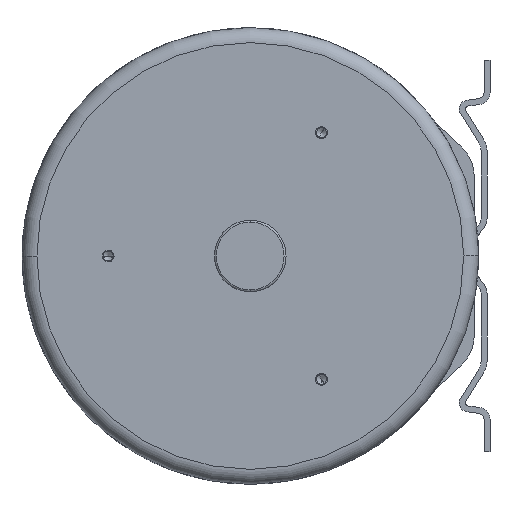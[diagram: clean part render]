
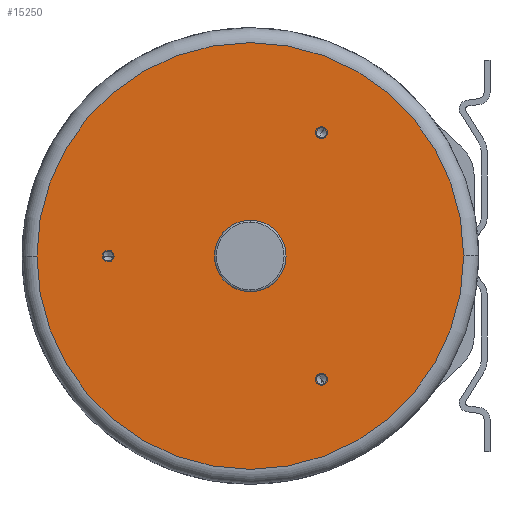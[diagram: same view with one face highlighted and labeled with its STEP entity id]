
A CAD part, left-side view. The second image highlights one B-rep face of the part: STEP entity #15250.
In plain terms, the highlighted planar face has unit normal (-1, 0, 0).
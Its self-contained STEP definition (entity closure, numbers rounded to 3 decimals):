
#315=CARTESIAN_POINT('',(-123.,0.,0.));
#316=DIRECTION('',(-1.,0.,0.));
#317=DIRECTION('',(0.,0.,1.));
#318=AXIS2_PLACEMENT_3D('',#315,#316,#317);
#320=CARTESIAN_POINT('',(-123.,0.,0.));
#321=DIRECTION('',(-1.,0.,0.));
#322=DIRECTION('',(0.,0.,-1.));
#323=AXIS2_PLACEMENT_3D('',#320,#321,#322);
#325=CARTESIAN_POINT('',(-123.,143.,0.));
#326=DIRECTION('',(-1.,0.,0.));
#327=DIRECTION('',(0.,1.,0.));
#328=AXIS2_PLACEMENT_3D('',#325,#326,#327);
#330=CARTESIAN_POINT('',(-123.,143.,0.));
#331=DIRECTION('',(-1.,0.,0.));
#332=DIRECTION('',(0.,-1.,0.));
#333=AXIS2_PLACEMENT_3D('',#330,#331,#332);
#335=CARTESIAN_POINT('',(-123.,-71.5,123.842));
#336=DIRECTION('',(-1.,0.,0.));
#337=DIRECTION('',(0.,-0.5,0.866));
#338=AXIS2_PLACEMENT_3D('',#335,#336,#337);
#340=CARTESIAN_POINT('',(-123.,-71.5,123.842));
#341=DIRECTION('',(-1.,0.,0.));
#342=DIRECTION('',(0.,0.5,-0.866));
#343=AXIS2_PLACEMENT_3D('',#340,#341,#342);
#345=CARTESIAN_POINT('',(-123.,-71.5,-123.842));
#346=DIRECTION('',(-1.,0.,0.));
#347=DIRECTION('',(0.,-0.5,-0.866));
#348=AXIS2_PLACEMENT_3D('',#345,#346,#347);
#350=CARTESIAN_POINT('',(-123.,-71.5,-123.842));
#351=DIRECTION('',(-1.,0.,0.));
#352=DIRECTION('',(0.,0.5,0.866));
#353=AXIS2_PLACEMENT_3D('',#350,#351,#352);
#355=CARTESIAN_POINT('',(-123.,0.,0.));
#356=DIRECTION('',(-1.,0.,0.));
#357=DIRECTION('',(0.,1.,0.));
#358=AXIS2_PLACEMENT_3D('',#355,#356,#357);
#360=CARTESIAN_POINT('',(-123.,0.,0.));
#361=DIRECTION('',(-1.,0.,0.));
#362=DIRECTION('',(0.,-1.,0.));
#363=AXIS2_PLACEMENT_3D('',#360,#361,#362);
#12976=CARTESIAN_POINT('',(-123.,148.1,0.));
#12977=CARTESIAN_POINT('',(-123.,137.9,0.));
#12978=VERTEX_POINT('',#12976);
#12979=VERTEX_POINT('',#12977);
#12986=CARTESIAN_POINT('',(-123.,-74.05,128.258));
#12987=CARTESIAN_POINT('',(-123.,-68.95,119.425));
#12988=VERTEX_POINT('',#12986);
#12989=VERTEX_POINT('',#12987);
#12996=CARTESIAN_POINT('',(-123.,-74.05,-128.258));
#12997=CARTESIAN_POINT('',(-123.,-68.95,-119.425));
#12998=VERTEX_POINT('',#12996);
#12999=VERTEX_POINT('',#12997);
#13010=CARTESIAN_POINT('',(-123.,0.,36.));
#13011=CARTESIAN_POINT('',(-123.,0.,-36.));
#13012=VERTEX_POINT('',#13010);
#13013=VERTEX_POINT('',#13011);
#13146=CARTESIAN_POINT('',(-123.,214.5,0.));
#13147=CARTESIAN_POINT('',(-123.,-214.5,0.));
#13148=VERTEX_POINT('',#13146);
#13149=VERTEX_POINT('',#13147);
#15215=CARTESIAN_POINT('',(-123.,0.,0.));
#15216=DIRECTION('',(1.,0.,0.));
#15217=DIRECTION('',(0.,-1.,0.));
#15218=AXIS2_PLACEMENT_3D('',#15215,#15216,#15217);
#15219=PLANE('',#15218);
#15221=ORIENTED_EDGE('',*,*,#15220,.F.);
#15223=ORIENTED_EDGE('',*,*,#15222,.F.);
#15224=EDGE_LOOP('',(#15221,#15223));
#15225=FACE_OUTER_BOUND('',#15224,.F.);
#15227=ORIENTED_EDGE('',*,*,#15226,.T.);
#15229=ORIENTED_EDGE('',*,*,#15228,.T.);
#15230=EDGE_LOOP('',(#15227,#15229));
#15231=FACE_BOUND('',#15230,.F.);
#15233=ORIENTED_EDGE('',*,*,#15232,.T.);
#15235=ORIENTED_EDGE('',*,*,#15234,.T.);
#15236=EDGE_LOOP('',(#15233,#15235));
#15237=FACE_BOUND('',#15236,.F.);
#15239=ORIENTED_EDGE('',*,*,#15238,.T.);
#15241=ORIENTED_EDGE('',*,*,#15240,.T.);
#15242=EDGE_LOOP('',(#15239,#15241));
#15243=FACE_BOUND('',#15242,.F.);
#15245=ORIENTED_EDGE('',*,*,#15244,.T.);
#15247=ORIENTED_EDGE('',*,*,#15246,.T.);
#15248=EDGE_LOOP('',(#15245,#15247));
#15249=FACE_BOUND('',#15248,.F.);
#15250=ADVANCED_FACE('',(#15225,#15231,#15237,#15243,#15249),#15219,.F.);
#319=CIRCLE('',#318,36.);
#324=CIRCLE('',#323,36.);
#329=CIRCLE('',#328,5.1);
#334=CIRCLE('',#333,5.1);
#339=CIRCLE('',#338,5.1);
#344=CIRCLE('',#343,5.1);
#349=CIRCLE('',#348,5.1);
#354=CIRCLE('',#353,5.1);
#359=CIRCLE('',#358,214.5);
#364=CIRCLE('',#363,214.5);
#15220=EDGE_CURVE('',#13148,#13149,#359,.T.);
#15222=EDGE_CURVE('',#13149,#13148,#364,.T.);
#15226=EDGE_CURVE('',#13012,#13013,#319,.T.);
#15228=EDGE_CURVE('',#13013,#13012,#324,.T.);
#15232=EDGE_CURVE('',#12978,#12979,#329,.T.);
#15234=EDGE_CURVE('',#12979,#12978,#334,.T.);
#15238=EDGE_CURVE('',#12988,#12989,#339,.T.);
#15240=EDGE_CURVE('',#12989,#12988,#344,.T.);
#15244=EDGE_CURVE('',#12998,#12999,#349,.T.);
#15246=EDGE_CURVE('',#12999,#12998,#354,.T.);
